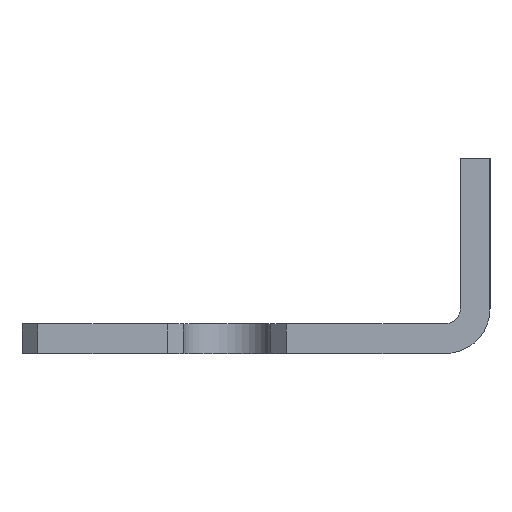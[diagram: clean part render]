
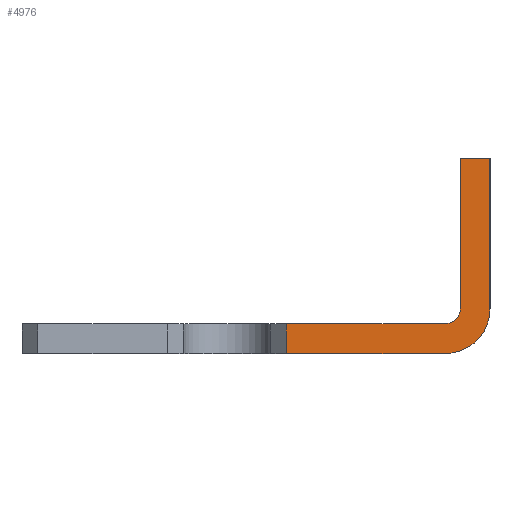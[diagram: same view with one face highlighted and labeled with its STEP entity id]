
A CAD part, left-side view. The second image highlights one B-rep face of the part: STEP entity #4976.
In plain terms, the highlighted planar face has unit normal (-1, 0, 0).
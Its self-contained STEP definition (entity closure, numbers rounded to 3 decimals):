
#21=PLANE('',#5301);
#208=LINE('',#7415,#606);
#209=LINE('',#7418,#607);
#210=LINE('',#7420,#608);
#211=LINE('',#7424,#609);
#212=LINE('',#7426,#610);
#213=LINE('',#7428,#611);
#606=VECTOR('',#5943,1000.);
#607=VECTOR('',#5944,1000.);
#608=VECTOR('',#5945,1000.);
#609=VECTOR('',#5948,1000.);
#610=VECTOR('',#5949,1000.);
#611=VECTOR('',#5950,1000.);
#1048=ORIENTED_EDGE('',*,*,#2356,.F.);
#1049=ORIENTED_EDGE('',*,*,#2357,.T.);
#1050=ORIENTED_EDGE('',*,*,#2358,.T.);
#1051=ORIENTED_EDGE('',*,*,#2359,.T.);
#1052=ORIENTED_EDGE('',*,*,#2360,.F.);
#1053=ORIENTED_EDGE('',*,*,#2361,.T.);
#1054=ORIENTED_EDGE('',*,*,#2362,.T.);
#1055=ORIENTED_EDGE('',*,*,#2363,.F.);
#2356=EDGE_CURVE('',#3010,#3011,#208,.T.);
#2357=EDGE_CURVE('',#3010,#3012,#209,.T.);
#2358=EDGE_CURVE('',#3012,#3013,#210,.T.);
#2359=EDGE_CURVE('',#3013,#3014,#3454,.T.);
#2360=EDGE_CURVE('',#3015,#3014,#211,.T.);
#2361=EDGE_CURVE('',#3015,#3016,#212,.T.);
#2362=EDGE_CURVE('',#3016,#3017,#213,.T.);
#2363=EDGE_CURVE('',#3011,#3017,#3455,.T.);
#3010=VERTEX_POINT('',#7416);
#3011=VERTEX_POINT('',#7417);
#3012=VERTEX_POINT('',#7419);
#3013=VERTEX_POINT('',#7421);
#3014=VERTEX_POINT('',#7423);
#3015=VERTEX_POINT('',#7425);
#3016=VERTEX_POINT('',#7427);
#3017=VERTEX_POINT('',#7429);
#3454=CIRCLE('',#5302,3.632);
#3455=CIRCLE('',#5303,1.219);
#3688=EDGE_LOOP('',(#1048,#1049,#1050,#1051,#1052,#1053,#1054,#1055));
#4268=FACE_BOUND('',#3688,.T.);
#4976=ADVANCED_FACE('',(#4268),#21,.F.);
#5301=AXIS2_PLACEMENT_3D('',#7414,#5941,#5942);
#5302=AXIS2_PLACEMENT_3D('',#7422,#5946,#5947);
#5303=AXIS2_PLACEMENT_3D('',#7430,#5951,#5952);
#5941=DIRECTION('',(1.,0.,0.));
#5942=DIRECTION('',(0.,0.,-1.));
#5943=DIRECTION('',(0.,-1.,0.));
#5944=DIRECTION('',(0.,0.,-1.));
#5945=DIRECTION('',(0.,-1.,0.));
#5946=DIRECTION('',(-1.,0.,0.));
#5947=DIRECTION('',(0.,0.,1.));
#5948=DIRECTION('',(0.,0.,-1.));
#5949=DIRECTION('',(0.,1.,0.));
#5950=DIRECTION('',(0.,0.,-1.));
#5951=DIRECTION('',(-1.,0.,0.));
#5952=DIRECTION('',(0.,-1.,0.));
#7414=CARTESIAN_POINT('',(-466.725,19.05,2.413));
#7415=CARTESIAN_POINT('',(-466.725,19.05,2.413));
#7416=CARTESIAN_POINT('',(-466.725,-2.477,2.413));
#7417=CARTESIAN_POINT('',(-466.725,-15.418,2.413));
#7418=CARTESIAN_POINT('',(-466.725,-2.477,2.413));
#7419=CARTESIAN_POINT('',(-466.725,-2.477,0.));
#7420=CARTESIAN_POINT('',(-466.725,19.05,0.));
#7421=CARTESIAN_POINT('',(-466.725,-15.418,0.));
#7422=CARTESIAN_POINT('',(-466.725,-15.418,3.632));
#7423=CARTESIAN_POINT('',(-466.725,-19.05,3.632));
#7424=CARTESIAN_POINT('',(-466.725,-19.05,2.171));
#7425=CARTESIAN_POINT('',(-466.725,-19.05,15.875));
#7426=CARTESIAN_POINT('',(-466.725,-19.05,15.875));
#7427=CARTESIAN_POINT('',(-466.725,-16.637,15.875));
#7428=CARTESIAN_POINT('',(-466.725,-16.637,2.171));
#7429=CARTESIAN_POINT('',(-466.725,-16.637,3.632));
#7430=CARTESIAN_POINT('',(-466.725,-15.418,3.632));
